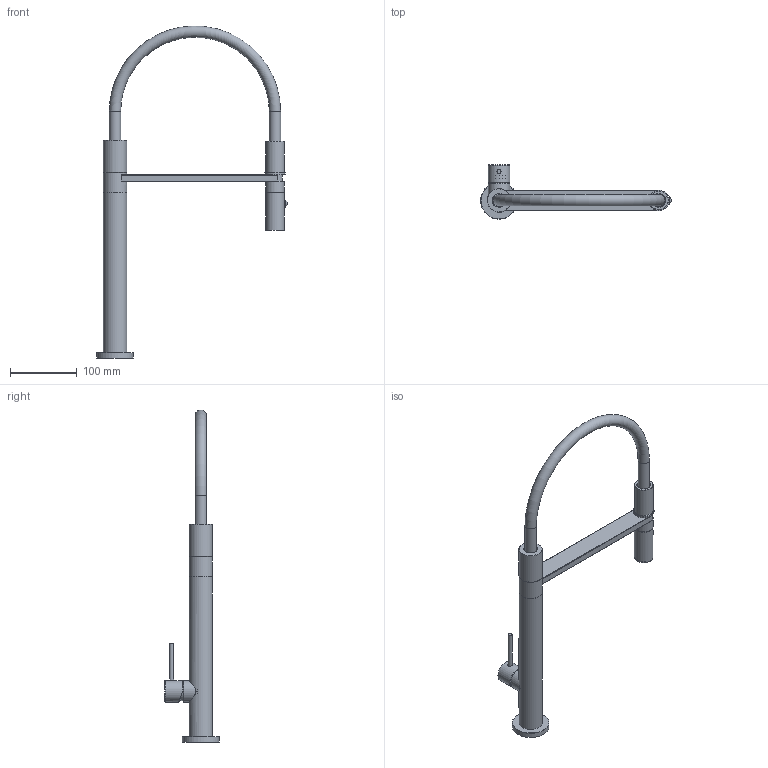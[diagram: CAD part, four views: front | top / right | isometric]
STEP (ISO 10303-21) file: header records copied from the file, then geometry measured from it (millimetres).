
FILE_DESCRIPTION(/* description */ ('Unknown'),/* implementation_level */ '2;1');
FILE_NAME(/* name */ 'FKM11',/* time_stamp */ '2021-10-05T11:42:06+02:00',/* author */ ('Unknown'),/* organization */ ('Unknown'),/* preprocessor_version */ 'ST-DEVELOPER v16.7',/* originating_system */ 'DEX',/* authorisation */ $);
FILE_SCHEMA (('AUTOMOTIVE_DESIGN {1 0 10303 214 3 1 1}'));
Length unit declared in the file: millimetre
Products named in the file (21): FKM11-00; FKM11-01; FKM11-02; FKM11-14; FKM11-17; FKM11-22; FKM11-15; FKM11-08; FKM11-003_oa_0; FKM11-06; FKM11-07; FKM11-05; FKM11-12; FKM11-005_oa_1; FKM11-005-01; FKM11-002_oa_2; FKM11-002-01; FKM11-002-04; FKM11-002-02; FKM11-002-05; FKM14-014
Assembly tree (20 placements, depth 3):
  FKM11-00
    FKM11-01
    FKM11-02
    FKM11-14
    FKM11-17
    FKM11-22
    FKM11-15
    FKM11-08
    FKM11-003_oa_0
      FKM11-06
      FKM11-07
    FKM11-05
    FKM11-12
    FKM11-005_oa_1
      FKM11-005-01
    FKM11-002_oa_2
      FKM11-002-01
      FKM11-002-04
      FKM11-002-02
    FKM11-002-05
    FKM14-014
Bounding box: 285.96 x 81.2 x 498.17 mm (x, y, z)
Volume: 401614.4 mm3; surface area: 160179.1 mm2
Topology: 17 solids, 17 shells, 864 faces, 2026 edges, 1293 vertices
Faces by surface type: plane 484, cylinder 208, torus 93, cone 62, bspline 12, sphere 5
Full cylindrical faces by diameter (mm): 1 x18, 2.5 x18, 3 x3, 4.134 x1, 4.5 x3, 5 x4, 6 x1, 6.2 x1, 6.647 x2, 6.917 x4, 9 x2, 10.1 x1, 12 x1, 12.491 x1, 12.917 x1, 13 x1, 14 x4, 14.2 x1, 14.3 x1, 16 x2, 17 x2, 17.917 x1, 18.631 x2, 19.1 x1, 19.5 x1, 20 x2, 21.3 x1, 22 x1, 22.917 x4, 24 x2
Entity records: 28391 total; most frequent: CARTESIAN_POINT 4323, DIRECTION 3968, ORIENTED_EDGE 3352, EDGE_CURVE 1676, AXIS2_PLACEMENT_3D 1482, FACE_BOUND 1263, EDGE_LOOP 1251, VERTEX_POINT 1217
